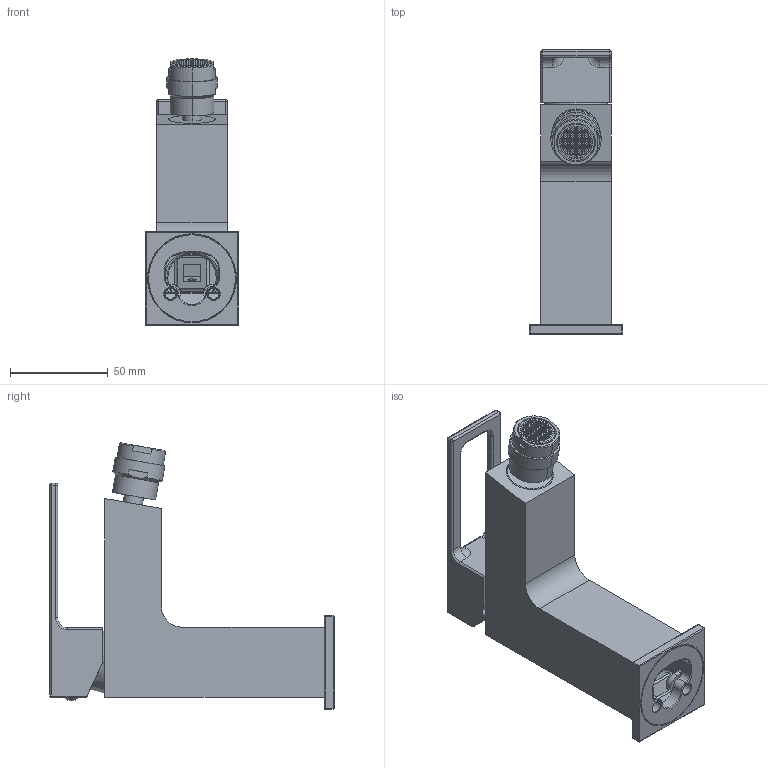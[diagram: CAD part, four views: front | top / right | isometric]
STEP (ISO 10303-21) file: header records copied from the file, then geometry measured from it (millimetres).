
FILE_DESCRIPTION((''),'2;1');
FILE_NAME('EF131CR','2021-01-14T09:03:16',('ut3'),('PAFFONI SpA'),'CREO PARAMETRIC BY PTC INC, 2020044','CREO PARAMETRIC BY PTC INC, 2020044','');
FILE_SCHEMA(('CONFIG_CONTROL_DESIGN','SHAPE_APPEARANCE_LAYERS_GROUPS'));
Products named in the file (1): EF131CR
Bounding box: 48 x 145.58 x 136.41 mm (x, y, z)
Volume: 117293.1 mm3; surface area: 73762.8 mm2
Topology: 4 solids, 4 shells, 1935 faces, 5489 edges, 3567 vertices
Faces by surface type: plane 1552, cylinder 216, torus 58, cone 47, sphere 40, bspline 22
Entity records: 69374 total; most frequent: CARTESIAN_POINT 12877, ORIENTED_EDGE 10974, DIRECTION 10719, EDGE_CURVE 5487, VECTOR 3859, LINE 3859, VERTEX_POINT 3567, AXIS2_PLACEMENT_3D 3430
